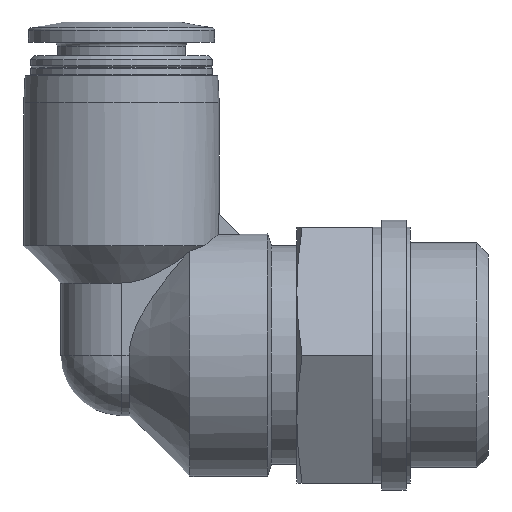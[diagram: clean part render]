
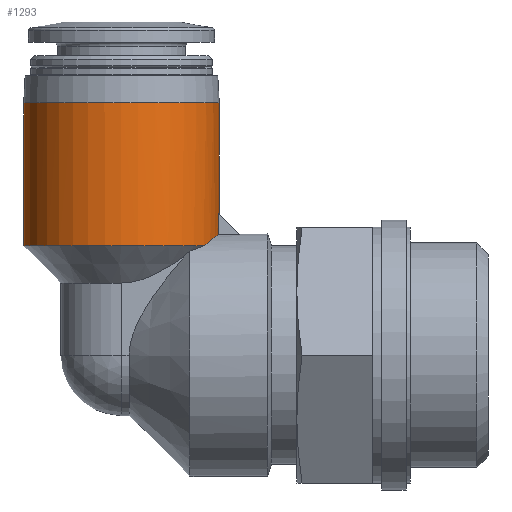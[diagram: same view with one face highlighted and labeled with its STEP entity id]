
A CAD part, left-side view. The second image highlights one B-rep face of the part: STEP entity #1293.
In plain terms, the highlighted cylindrical face has radius 7.25 mm (diameter 14.5 mm), a full revolution.
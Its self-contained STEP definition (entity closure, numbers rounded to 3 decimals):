
#69=B_SPLINE_CURVE_WITH_KNOTS('',3,(#1779,#1780,#1781,#1782),
 .UNSPECIFIED.,.F.,.F.,(4,4),(0.,0.003),.UNSPECIFIED.);
#72=B_SPLINE_CURVE_WITH_KNOTS('',3,(#1796,#1797,#1798,#1799),
 .UNSPECIFIED.,.F.,.F.,(4,4),(0.005,0.009),
 .UNSPECIFIED.);
#93=LINE('',#1802,#121);
#94=LINE('',#1806,#122);
#121=VECTOR('',#1509,1000.);
#122=VECTOR('',#1512,1000.);
#149=ELLIPSE('',#1372,10.253,7.25);
#162=ORIENTED_EDGE('',*,*,#376,.F.);
#163=ORIENTED_EDGE('',*,*,#371,.T.);
#164=ORIENTED_EDGE('',*,*,#377,.T.);
#165=ORIENTED_EDGE('',*,*,#378,.F.);
#166=ORIENTED_EDGE('',*,*,#379,.F.);
#167=ORIENTED_EDGE('',*,*,#375,.T.);
#168=ORIENTED_EDGE('',*,*,#380,.T.);
#371=EDGE_CURVE('',#479,#478,#69,.T.);
#375=EDGE_CURVE('',#476,#482,#72,.T.);
#376=EDGE_CURVE('',#479,#482,#553,.T.);
#377=EDGE_CURVE('',#478,#483,#93,.F.);
#378=EDGE_CURVE('',#484,#483,#149,.T.);
#379=EDGE_CURVE('',#476,#484,#94,.F.);
#380=EDGE_CURVE('',#485,#485,#554,.T.);
#476=VERTEX_POINT('',#1774);
#478=VERTEX_POINT('',#1778);
#479=VERTEX_POINT('',#1783);
#482=VERTEX_POINT('',#1795);
#483=VERTEX_POINT('',#1803);
#484=VERTEX_POINT('',#1805);
#485=VERTEX_POINT('',#1808);
#553=CIRCLE('',#1371,7.25);
#554=CIRCLE('',#1373,7.25);
#607=EDGE_LOOP('',(#162,#163,#164,#165,#166,#167));
#608=EDGE_LOOP('',(#168));
#710=FACE_BOUND('',#607,.T.);
#711=FACE_BOUND('',#608,.T.);
#811=CYLINDRICAL_SURFACE('',#1370,7.25);
#1293=ADVANCED_FACE('',(#710,#711),#811,.T.);
#1370=AXIS2_PLACEMENT_3D('',#1800,#1505,#1506);
#1371=AXIS2_PLACEMENT_3D('',#1801,#1507,#1508);
#1372=AXIS2_PLACEMENT_3D('',#1804,#1510,#1511);
#1373=AXIS2_PLACEMENT_3D('',#1807,#1513,#1514);
#1505=DIRECTION('',(0.,0.,-1.));
#1506=DIRECTION('',(-1.,0.,0.));
#1507=DIRECTION('',(0.,0.,-1.));
#1508=DIRECTION('',(-1.,0.,0.));
#1509=DIRECTION('',(0.,0.,-1.));
#1510=DIRECTION('',(0.,0.707,-0.707));
#1511=DIRECTION('',(0.,-0.707,-0.707));
#1512=DIRECTION('',(0.,0.,-1.));
#1513=DIRECTION('',(0.,0.,-1.));
#1514=DIRECTION('',(-1.,0.,0.));
#1774=CARTESIAN_POINT('',(1.,14.219,8.944));
#1778=CARTESIAN_POINT('',(-1.,14.219,8.944));
#1779=CARTESIAN_POINT('',(-3.923,15.303,8.1));
#1780=CARTESIAN_POINT('',(-3.069,14.753,8.514));
#1781=CARTESIAN_POINT('',(-2.064,14.367,8.825));
#1782=CARTESIAN_POINT('',(-1.,14.219,8.944));
#1783=CARTESIAN_POINT('',(-3.923,15.303,8.1));
#1795=CARTESIAN_POINT('',(3.923,15.303,8.1));
#1796=CARTESIAN_POINT('',(1.,14.219,8.944));
#1797=CARTESIAN_POINT('',(2.064,14.368,8.825));
#1798=CARTESIAN_POINT('',(3.07,14.754,8.513));
#1799=CARTESIAN_POINT('',(3.923,15.303,8.1));
#1800=CARTESIAN_POINT('',(0.,21.4,0.));
#1801=CARTESIAN_POINT('',(0.,21.4,8.1));
#1802=CARTESIAN_POINT('',(-1.,14.219,0.));
#1803=CARTESIAN_POINT('',(-1.,14.219,10.519));
#1804=CARTESIAN_POINT('',(0.,21.4,17.7));
#1805=CARTESIAN_POINT('',(1.,14.219,10.519));
#1806=CARTESIAN_POINT('',(1.,14.219,0.));
#1807=CARTESIAN_POINT('',(0.,21.4,18.7));
#1808=CARTESIAN_POINT('',(-7.25,21.4,18.7));
